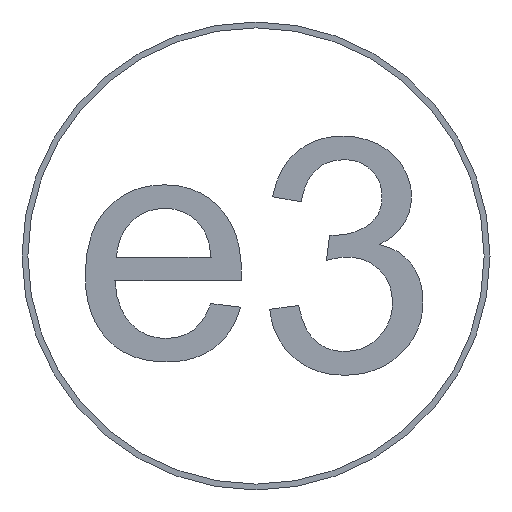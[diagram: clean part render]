
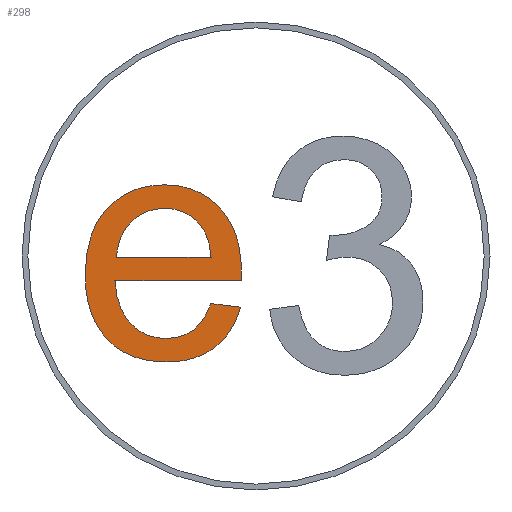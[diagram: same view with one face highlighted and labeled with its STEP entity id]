
A CAD part, top view. The second image highlights one B-rep face of the part: STEP entity #298.
In plain terms, the highlighted planar face has unit normal (0, 0, 1).
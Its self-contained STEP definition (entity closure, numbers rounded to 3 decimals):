
#69=FACE_BOUND('',#79,.T.);
#75=FACE_OUTER_BOUND('',#78,.T.);
#78=EDGE_LOOP('',(#272,#273,#274,#275,#276,#277,#278,#279,#280,#281,#282,
#283,#284,#285,#286));
#79=EDGE_LOOP('',(#287,#288,#289,#290,#291));
#85=LINE('',#702,#91);
#86=LINE('',#740,#92);
#87=LINE('',#758,#93);
#91=VECTOR('',#532,10.);
#92=VECTOR('',#533,10.);
#93=VECTOR('',#534,10.);
#121=B_SPLINE_CURVE_WITH_KNOTS('',2,(#704,#705,#706),.UNSPECIFIED.,.F.,
 .F.,(3,3),(0.,1.),.UNSPECIFIED.);
#122=B_SPLINE_CURVE_WITH_KNOTS('',2,(#708,#709,#710),.UNSPECIFIED.,.F.,
 .F.,(3,3),(0.,1.),.UNSPECIFIED.);
#123=B_SPLINE_CURVE_WITH_KNOTS('',2,(#712,#713,#714),.UNSPECIFIED.,.F.,
 .F.,(3,3),(0.,1.),.UNSPECIFIED.);
#124=B_SPLINE_CURVE_WITH_KNOTS('',2,(#716,#717,#718),.UNSPECIFIED.,.F.,
 .F.,(3,3),(0.,1.),.UNSPECIFIED.);
#125=B_SPLINE_CURVE_WITH_KNOTS('',2,(#720,#721,#722),.UNSPECIFIED.,.F.,
 .F.,(3,3),(0.,1.),.UNSPECIFIED.);
#126=B_SPLINE_CURVE_WITH_KNOTS('',2,(#724,#725,#726),.UNSPECIFIED.,.F.,
 .F.,(3,3),(0.,1.),.UNSPECIFIED.);
#127=B_SPLINE_CURVE_WITH_KNOTS('',2,(#728,#729,#730),.UNSPECIFIED.,.F.,
 .F.,(3,3),(0.,1.),.UNSPECIFIED.);
#128=B_SPLINE_CURVE_WITH_KNOTS('',2,(#732,#733,#734),.UNSPECIFIED.,.F.,
 .F.,(3,3),(0.,1.),.UNSPECIFIED.);
#129=B_SPLINE_CURVE_WITH_KNOTS('',2,(#736,#737,#738),.UNSPECIFIED.,.F.,
 .F.,(3,3),(0.,1.),.UNSPECIFIED.);
#130=B_SPLINE_CURVE_WITH_KNOTS('',2,(#742,#743,#744),.UNSPECIFIED.,.F.,
 .F.,(3,3),(0.,1.),.UNSPECIFIED.);
#131=B_SPLINE_CURVE_WITH_KNOTS('',2,(#746,#747,#748),.UNSPECIFIED.,.F.,
 .F.,(3,3),(0.,1.),.UNSPECIFIED.);
#132=B_SPLINE_CURVE_WITH_KNOTS('',2,(#750,#751,#752),.UNSPECIFIED.,.F.,
 .F.,(3,3),(0.,1.),.UNSPECIFIED.);
#133=B_SPLINE_CURVE_WITH_KNOTS('',2,(#753,#754,#755),.UNSPECIFIED.,.F.,
 .F.,(3,3),(0.,1.),.UNSPECIFIED.);
#134=B_SPLINE_CURVE_WITH_KNOTS('',2,(#760,#761,#762),.UNSPECIFIED.,.F.,
 .F.,(3,3),(0.,1.),.UNSPECIFIED.);
#135=B_SPLINE_CURVE_WITH_KNOTS('',2,(#764,#765,#766),.UNSPECIFIED.,.F.,
 .F.,(3,3),(0.,1.),.UNSPECIFIED.);
#136=B_SPLINE_CURVE_WITH_KNOTS('',2,(#768,#769,#770),.UNSPECIFIED.,.F.,
 .F.,(3,3),(0.,1.),.UNSPECIFIED.);
#137=B_SPLINE_CURVE_WITH_KNOTS('',2,(#771,#772,#773),.UNSPECIFIED.,.F.,
 .F.,(3,3),(0.,1.),.UNSPECIFIED.);
#168=VERTEX_POINT('',#700);
#169=VERTEX_POINT('',#701);
#170=VERTEX_POINT('',#703);
#171=VERTEX_POINT('',#707);
#172=VERTEX_POINT('',#711);
#173=VERTEX_POINT('',#715);
#174=VERTEX_POINT('',#719);
#175=VERTEX_POINT('',#723);
#176=VERTEX_POINT('',#727);
#177=VERTEX_POINT('',#731);
#178=VERTEX_POINT('',#735);
#179=VERTEX_POINT('',#739);
#180=VERTEX_POINT('',#741);
#181=VERTEX_POINT('',#745);
#182=VERTEX_POINT('',#749);
#183=VERTEX_POINT('',#756);
#184=VERTEX_POINT('',#757);
#185=VERTEX_POINT('',#759);
#186=VERTEX_POINT('',#763);
#187=VERTEX_POINT('',#767);
#220=EDGE_CURVE('',#168,#169,#85,.T.);
#221=EDGE_CURVE('',#170,#169,#121,.T.);
#222=EDGE_CURVE('',#171,#170,#122,.T.);
#223=EDGE_CURVE('',#172,#171,#123,.T.);
#224=EDGE_CURVE('',#173,#172,#124,.T.);
#225=EDGE_CURVE('',#174,#173,#125,.T.);
#226=EDGE_CURVE('',#175,#174,#126,.T.);
#227=EDGE_CURVE('',#176,#175,#127,.T.);
#228=EDGE_CURVE('',#177,#176,#128,.T.);
#229=EDGE_CURVE('',#178,#177,#129,.T.);
#230=EDGE_CURVE('',#179,#178,#86,.T.);
#231=EDGE_CURVE('',#180,#179,#130,.T.);
#232=EDGE_CURVE('',#181,#180,#131,.T.);
#233=EDGE_CURVE('',#182,#181,#132,.T.);
#234=EDGE_CURVE('',#168,#182,#133,.T.);
#235=EDGE_CURVE('',#183,#184,#87,.T.);
#236=EDGE_CURVE('',#185,#184,#134,.T.);
#237=EDGE_CURVE('',#186,#185,#135,.T.);
#238=EDGE_CURVE('',#187,#186,#136,.T.);
#239=EDGE_CURVE('',#183,#187,#137,.T.);
#272=ORIENTED_EDGE('',*,*,#220,.T.);
#273=ORIENTED_EDGE('',*,*,#221,.F.);
#274=ORIENTED_EDGE('',*,*,#222,.F.);
#275=ORIENTED_EDGE('',*,*,#223,.F.);
#276=ORIENTED_EDGE('',*,*,#224,.F.);
#277=ORIENTED_EDGE('',*,*,#225,.F.);
#278=ORIENTED_EDGE('',*,*,#226,.F.);
#279=ORIENTED_EDGE('',*,*,#227,.F.);
#280=ORIENTED_EDGE('',*,*,#228,.F.);
#281=ORIENTED_EDGE('',*,*,#229,.F.);
#282=ORIENTED_EDGE('',*,*,#230,.F.);
#283=ORIENTED_EDGE('',*,*,#231,.F.);
#284=ORIENTED_EDGE('',*,*,#232,.F.);
#285=ORIENTED_EDGE('',*,*,#233,.F.);
#286=ORIENTED_EDGE('',*,*,#234,.F.);
#287=ORIENTED_EDGE('',*,*,#235,.T.);
#288=ORIENTED_EDGE('',*,*,#236,.F.);
#289=ORIENTED_EDGE('',*,*,#237,.F.);
#290=ORIENTED_EDGE('',*,*,#238,.F.);
#291=ORIENTED_EDGE('',*,*,#239,.F.);
#295=PLANE('',#477);
#298=ADVANCED_FACE('',(#75,#69),#295,.T.);
#477=AXIS2_PLACEMENT_3D('',#699,#530,#531);
#530=DIRECTION('center_axis',(0.,0.,1.));
#531=DIRECTION('ref_axis',(1.,0.,0.));
#532=DIRECTION('',(1.,0.,0.));
#533=DIRECTION('',(0.992,-0.123,0.));
#534=DIRECTION('',(-1.,0.,0.));
#699=CARTESIAN_POINT('Origin',(-3.959,-0.696,0.));
#700=CARTESIAN_POINT('',(-6.03,-1.01,0.));
#701=CARTESIAN_POINT('',(-0.627,-1.01,0.));
#702=CARTESIAN_POINT('',(-6.03,-1.01,0.));
#703=CARTESIAN_POINT('',(-0.62,-0.682,0.));
#704=CARTESIAN_POINT('Ctrl Pts',(-0.62,-0.682,
0.));
#705=CARTESIAN_POINT('Ctrl Pts',(-0.62,-0.791,
0.));
#706=CARTESIAN_POINT('Ctrl Pts',(-0.627,-1.01,0.));
#707=CARTESIAN_POINT('',(-1.541,2.101,0.));
#708=CARTESIAN_POINT('Ctrl Pts',(-1.541,2.101,0.));
#709=CARTESIAN_POINT('Ctrl Pts',(-0.62,1.112,0.));
#710=CARTESIAN_POINT('Ctrl Pts',(-0.62,-0.682,
0.));
#711=CARTESIAN_POINT('',(-3.915,3.09,0.));
#712=CARTESIAN_POINT('Ctrl Pts',(-3.915,3.09,0.));
#713=CARTESIAN_POINT('Ctrl Pts',(-2.462,3.09,0.));
#714=CARTESIAN_POINT('Ctrl Pts',(-1.541,2.101,0.));
#715=CARTESIAN_POINT('',(-6.357,2.08,0.));
#716=CARTESIAN_POINT('Ctrl Pts',(-6.357,2.08,0.));
#717=CARTESIAN_POINT('Ctrl Pts',(-5.416,3.09,0.));
#718=CARTESIAN_POINT('Ctrl Pts',(-3.915,3.09,0.));
#719=CARTESIAN_POINT('',(-7.298,-0.757,0.));
#720=CARTESIAN_POINT('Ctrl Pts',(-7.298,-0.757,0.));
#721=CARTESIAN_POINT('Ctrl Pts',(-7.298,1.071,0.));
#722=CARTESIAN_POINT('Ctrl Pts',(-6.357,2.08,0.));
#723=CARTESIAN_POINT('',(-6.367,-3.503,0.));
#724=CARTESIAN_POINT('Ctrl Pts',(-6.367,-3.503,0.));
#725=CARTESIAN_POINT('Ctrl Pts',(-7.298,-2.524,0.));
#726=CARTESIAN_POINT('Ctrl Pts',(-7.298,-0.757,0.));
#727=CARTESIAN_POINT('',(-3.847,-4.482,0.));
#728=CARTESIAN_POINT('Ctrl Pts',(-3.847,-4.482,0.));
#729=CARTESIAN_POINT('Ctrl Pts',(-5.436,-4.482,0.));
#730=CARTESIAN_POINT('Ctrl Pts',(-6.367,-3.503,0.));
#731=CARTESIAN_POINT('',(-1.773,-3.868,0.));
#732=CARTESIAN_POINT('Ctrl Pts',(-1.773,-3.868,0.));
#733=CARTESIAN_POINT('Ctrl Pts',(-2.585,-4.482,0.));
#734=CARTESIAN_POINT('Ctrl Pts',(-3.847,-4.482,0.));
#735=CARTESIAN_POINT('',(-0.661,-2.142,0.));
#736=CARTESIAN_POINT('Ctrl Pts',(-0.661,-2.142,0.));
#737=CARTESIAN_POINT('Ctrl Pts',(-0.961,-3.254,0.));
#738=CARTESIAN_POINT('Ctrl Pts',(-1.773,-3.868,0.));
#739=CARTESIAN_POINT('',(-1.93,-1.985,0.));
#740=CARTESIAN_POINT('',(-1.93,-1.985,0.));
#741=CARTESIAN_POINT('',(-2.687,-3.117,0.));
#742=CARTESIAN_POINT('Ctrl Pts',(-2.687,-3.117,0.));
#743=CARTESIAN_POINT('Ctrl Pts',(-2.21,-2.763,0.));
#744=CARTESIAN_POINT('Ctrl Pts',(-1.93,-1.985,0.));
#745=CARTESIAN_POINT('',(-3.84,-3.472,0.));
#746=CARTESIAN_POINT('Ctrl Pts',(-3.84,-3.472,0.));
#747=CARTESIAN_POINT('Ctrl Pts',(-3.165,-3.472,0.));
#748=CARTESIAN_POINT('Ctrl Pts',(-2.687,-3.117,0.));
#749=CARTESIAN_POINT('',(-5.354,-2.838,0.));
#750=CARTESIAN_POINT('Ctrl Pts',(-5.354,-2.838,0.));
#751=CARTESIAN_POINT('Ctrl Pts',(-4.747,-3.472,0.));
#752=CARTESIAN_POINT('Ctrl Pts',(-3.84,-3.472,0.));
#753=CARTESIAN_POINT('Ctrl Pts',(-6.03,-1.01,0.));
#754=CARTESIAN_POINT('Ctrl Pts',(-5.961,-2.203,0.));
#755=CARTESIAN_POINT('Ctrl Pts',(-5.354,-2.838,0.));
#756=CARTESIAN_POINT('',(-1.916,0.,0.));
#757=CARTESIAN_POINT('',(-5.961,0.,0.));
#758=CARTESIAN_POINT('',(-1.916,0.,0.));
#759=CARTESIAN_POINT('',(-5.324,1.514,0.));
#760=CARTESIAN_POINT('Ctrl Pts',(-5.324,1.514,0.));
#761=CARTESIAN_POINT('Ctrl Pts',(-5.9,0.948,0.));
#762=CARTESIAN_POINT('Ctrl Pts',(-5.961,0.,0.));
#763=CARTESIAN_POINT('',(-3.901,2.08,0.));
#764=CARTESIAN_POINT('Ctrl Pts',(-3.901,2.08,0.));
#765=CARTESIAN_POINT('Ctrl Pts',(-4.747,2.08,0.));
#766=CARTESIAN_POINT('Ctrl Pts',(-5.324,1.514,0.));
#767=CARTESIAN_POINT('',(-2.38,1.371,0.));
#768=CARTESIAN_POINT('Ctrl Pts',(-2.38,1.371,0.));
#769=CARTESIAN_POINT('Ctrl Pts',(-2.967,2.08,0.));
#770=CARTESIAN_POINT('Ctrl Pts',(-3.901,2.08,0.));
#771=CARTESIAN_POINT('Ctrl Pts',(-1.916,0.,0.));
#772=CARTESIAN_POINT('Ctrl Pts',(-1.998,0.914,0.));
#773=CARTESIAN_POINT('Ctrl Pts',(-2.38,1.371,0.));
